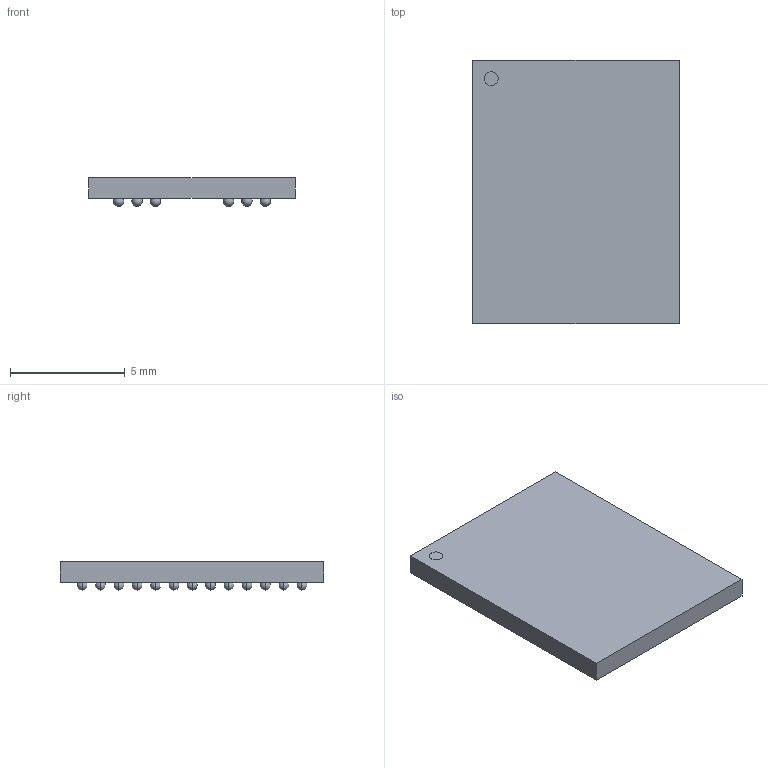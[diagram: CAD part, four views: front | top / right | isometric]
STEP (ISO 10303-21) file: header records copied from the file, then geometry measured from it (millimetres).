
FILE_DESCRIPTION((''),'2;1');
FILE_NAME('BGA78C80P9X13_900X1150X120.stp','2009-06-24T08:27:56',(''),(''),'Mechanical Desktop 2006','Mechanical Desktop 2006',', , ');
FILE_SCHEMA(('AUTOMOTIVE_DESIGN { 1 2 10303 214 0 1 1 1 }'));
Length unit declared in the file: millimetre
Products named in the file (1): Product
Bounding box: 9 x 11.5 x 1.25 mm (x, y, z)
Volume: 96.4 mm3; surface area: 292 mm2
Topology: 80 solids, 80 shells, 247 faces, 570 edges, 328 vertices
Faces by surface type: sphere 156, plane 87, cylinder 4
Entity records: 5454 total; most frequent: DIRECTION 1152, CARTESIAN_POINT 834, ORIENTED_EDGE 672, AXIS2_PLACEMENT_3D 568, EDGE_CURVE 336, CIRCLE 320, VERTEX_POINT 250, EDGE_LOOP 248
